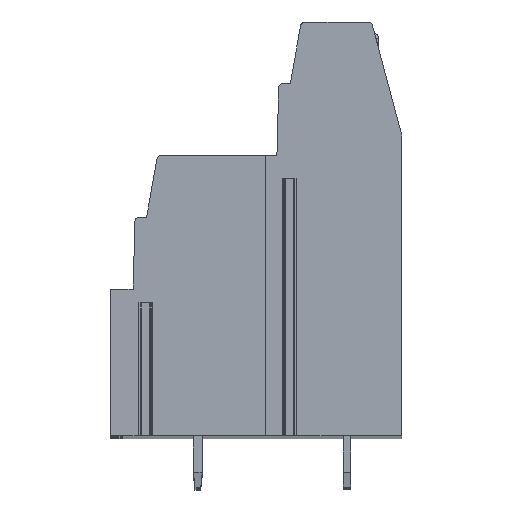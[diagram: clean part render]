
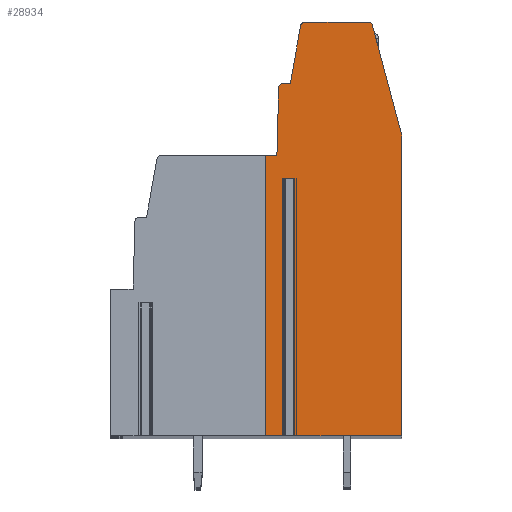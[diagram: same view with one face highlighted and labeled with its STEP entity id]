
A CAD part, top view. The second image highlights one B-rep face of the part: STEP entity #28934.
In plain terms, the highlighted planar face has unit normal (0, 0, 1).
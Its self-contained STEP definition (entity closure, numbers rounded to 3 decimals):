
#13=DIRECTION('',(-1.,0.,0.));
#14=VECTOR('',#13,0.743);
#15=CARTESIAN_POINT('',(1.908,2.65,114.3));
#16=LINE('',#15,#14);
#17=DIRECTION('',(0.,-1.,0.));
#18=VECTOR('',#17,17.55);
#19=CARTESIAN_POINT('',(1.165,2.65,114.3));
#20=LINE('',#19,#18);
#21=DIRECTION('',(1.,0.,0.));
#22=VECTOR('',#21,1.228);
#23=CARTESIAN_POINT('',(-0.063,-14.9,114.3));
#24=LINE('',#23,#22);
#25=DIRECTION('',(-1.,0.,0.));
#26=VECTOR('',#25,0.75);
#27=CARTESIAN_POINT('',(0.687,4.2,114.3));
#28=LINE('',#27,#26);
#29=DIRECTION('',(-0.026,-1.,0.));
#30=VECTOR('',#29,4.609);
#31=CARTESIAN_POINT('',(0.808,8.808,114.3));
#32=LINE('',#31,#30);
#33=CARTESIAN_POINT('',(1.108,8.8,114.3));
#34=DIRECTION('',(0.,0.,1.));
#35=DIRECTION('',(0.,1.,0.));
#36=AXIS2_PLACEMENT_3D('',#33,#34,#35);
#38=DIRECTION('',(-1.,0.,0.));
#39=VECTOR('',#38,0.497);
#40=CARTESIAN_POINT('',(1.605,9.1,114.3));
#41=LINE('',#40,#39);
#42=DIRECTION('',(-0.174,-0.985,0.));
#43=VECTOR('',#42,4.013);
#44=CARTESIAN_POINT('',(2.301,13.052,114.3));
#45=LINE('',#44,#43);
#46=CARTESIAN_POINT('',(2.597,13.,114.3));
#47=DIRECTION('',(0.,0.,1.));
#48=DIRECTION('',(0.,1.,0.));
#49=AXIS2_PLACEMENT_3D('',#46,#47,#48);
#51=DIRECTION('',(-1.,0.,0.));
#52=VECTOR('',#51,4.31);
#53=CARTESIAN_POINT('',(6.907,13.3,114.3));
#54=LINE('',#53,#52);
#55=CARTESIAN_POINT('',(6.907,13.,114.3));
#56=DIRECTION('',(0.,0.,1.));
#57=DIRECTION('',(0.966,0.259,0.));
#58=AXIS2_PLACEMENT_3D('',#55,#56,#57);
#60=CARTESIAN_POINT('',(8.187,5.518,114.3));
#61=DIRECTION('',(0.,0.,1.));
#62=DIRECTION('',(1.,0.,0.));
#63=AXIS2_PLACEMENT_3D('',#60,#61,#62);
#65=DIRECTION('',(0.,1.,0.));
#66=VECTOR('',#65,20.418);
#67=CARTESIAN_POINT('',(9.187,-14.9,114.3));
#68=LINE('',#67,#66);
#69=DIRECTION('',(1.,0.,0.));
#70=VECTOR('',#69,7.279);
#71=CARTESIAN_POINT('',(1.908,-14.9,114.3));
#72=LINE('',#71,#70);
#73=DIRECTION('',(0.,-1.,0.));
#74=VECTOR('',#73,17.55);
#75=CARTESIAN_POINT('',(1.908,2.65,114.3));
#76=LINE('',#75,#74);
#4361=DIRECTION('',(-0.259,0.966,0.));
#4362=VECTOR('',#4361,7.558);
#4363=CARTESIAN_POINT('',(9.153,5.777,114.3));
#4364=LINE('',#4363,#4362);
#11854=DIRECTION('',(0.,-1.,0.));
#11855=VECTOR('',#11854,19.1);
#11856=CARTESIAN_POINT('',(-0.063,4.2,114.3));
#11857=LINE('',#11856,#11855);
#22756=CARTESIAN_POINT('',(9.187,-14.9,114.3));
#22757=CARTESIAN_POINT('',(9.187,5.518,114.3));
#22758=VERTEX_POINT('',#22756);
#22759=VERTEX_POINT('',#22757);
#22760=CARTESIAN_POINT('',(9.153,5.777,114.3));
#22761=VERTEX_POINT('',#22760);
#22762=CARTESIAN_POINT('',(7.197,13.078,114.3));
#22763=CARTESIAN_POINT('',(6.907,13.3,114.3));
#22764=VERTEX_POINT('',#22762);
#22765=VERTEX_POINT('',#22763);
#22766=CARTESIAN_POINT('',(2.597,13.3,114.3));
#22767=VERTEX_POINT('',#22766);
#22768=CARTESIAN_POINT('',(2.301,13.052,114.3));
#22769=VERTEX_POINT('',#22768);
#22770=CARTESIAN_POINT('',(1.605,9.1,114.3));
#22771=VERTEX_POINT('',#22770);
#22772=CARTESIAN_POINT('',(1.108,9.1,114.3));
#22773=VERTEX_POINT('',#22772);
#22774=CARTESIAN_POINT('',(0.808,8.808,114.3));
#22775=VERTEX_POINT('',#22774);
#22776=CARTESIAN_POINT('',(0.687,4.2,114.3));
#22777=VERTEX_POINT('',#22776);
#22820=CARTESIAN_POINT('',(-0.063,-14.9,114.3));
#22822=VERTEX_POINT('',#22820);
#22828=CARTESIAN_POINT('',(-0.063,4.2,114.3));
#22829=VERTEX_POINT('',#22828);
#22904=CARTESIAN_POINT('',(1.908,2.65,114.3));
#22905=CARTESIAN_POINT('',(1.165,2.65,114.3));
#22906=VERTEX_POINT('',#22904);
#22907=VERTEX_POINT('',#22905);
#22908=CARTESIAN_POINT('',(1.908,-14.9,114.3));
#22909=VERTEX_POINT('',#22908);
#22910=CARTESIAN_POINT('',(1.165,-14.9,114.3));
#22911=VERTEX_POINT('',#22910);
#28893=CARTESIAN_POINT('',(0.,0.,114.3));
#28894=DIRECTION('',(0.,0.,1.));
#28895=DIRECTION('',(1.,0.,0.));
#28896=AXIS2_PLACEMENT_3D('',#28893,#28894,#28895);
#28897=PLANE('',#28896);
#28899=ORIENTED_EDGE('',*,*,#28898,.T.);
#28901=ORIENTED_EDGE('',*,*,#28900,.T.);
#28903=ORIENTED_EDGE('',*,*,#28902,.F.);
#28905=ORIENTED_EDGE('',*,*,#28904,.F.);
#28907=ORIENTED_EDGE('',*,*,#28906,.F.);
#28909=ORIENTED_EDGE('',*,*,#28908,.F.);
#28911=ORIENTED_EDGE('',*,*,#28910,.F.);
#28913=ORIENTED_EDGE('',*,*,#28912,.F.);
#28915=ORIENTED_EDGE('',*,*,#28914,.F.);
#28917=ORIENTED_EDGE('',*,*,#28916,.F.);
#28919=ORIENTED_EDGE('',*,*,#28918,.F.);
#28921=ORIENTED_EDGE('',*,*,#28920,.F.);
#28923=ORIENTED_EDGE('',*,*,#28922,.F.);
#28925=ORIENTED_EDGE('',*,*,#28924,.F.);
#28927=ORIENTED_EDGE('',*,*,#28926,.F.);
#28929=ORIENTED_EDGE('',*,*,#28928,.F.);
#28931=ORIENTED_EDGE('',*,*,#28930,.F.);
#28932=EDGE_LOOP('',(#28899,#28901,#28903,#28905,#28907,#28909,#28911,#28913,
#28915,#28917,#28919,#28921,#28923,#28925,#28927,#28929,#28931));
#28933=FACE_OUTER_BOUND('',#28932,.F.);
#37=CIRCLE('',#36,0.3);
#50=CIRCLE('',#49,0.3);
#59=CIRCLE('',#58,0.3);
#64=CIRCLE('',#63,1.);
#28898=EDGE_CURVE('',#22906,#22907,#16,.T.);
#28900=EDGE_CURVE('',#22907,#22911,#20,.T.);
#28902=EDGE_CURVE('',#22822,#22911,#24,.T.);
#28904=EDGE_CURVE('',#22829,#22822,#11857,.T.);
#28906=EDGE_CURVE('',#22777,#22829,#28,.T.);
#28908=EDGE_CURVE('',#22775,#22777,#32,.T.);
#28910=EDGE_CURVE('',#22773,#22775,#37,.T.);
#28912=EDGE_CURVE('',#22771,#22773,#41,.T.);
#28914=EDGE_CURVE('',#22769,#22771,#45,.T.);
#28916=EDGE_CURVE('',#22767,#22769,#50,.T.);
#28918=EDGE_CURVE('',#22765,#22767,#54,.T.);
#28920=EDGE_CURVE('',#22764,#22765,#59,.T.);
#28922=EDGE_CURVE('',#22761,#22764,#4364,.T.);
#28924=EDGE_CURVE('',#22759,#22761,#64,.T.);
#28926=EDGE_CURVE('',#22758,#22759,#68,.T.);
#28928=EDGE_CURVE('',#22909,#22758,#72,.T.);
#28930=EDGE_CURVE('',#22906,#22909,#76,.T.);
#28934=ADVANCED_FACE('',(#28933),#28897,.T.);
